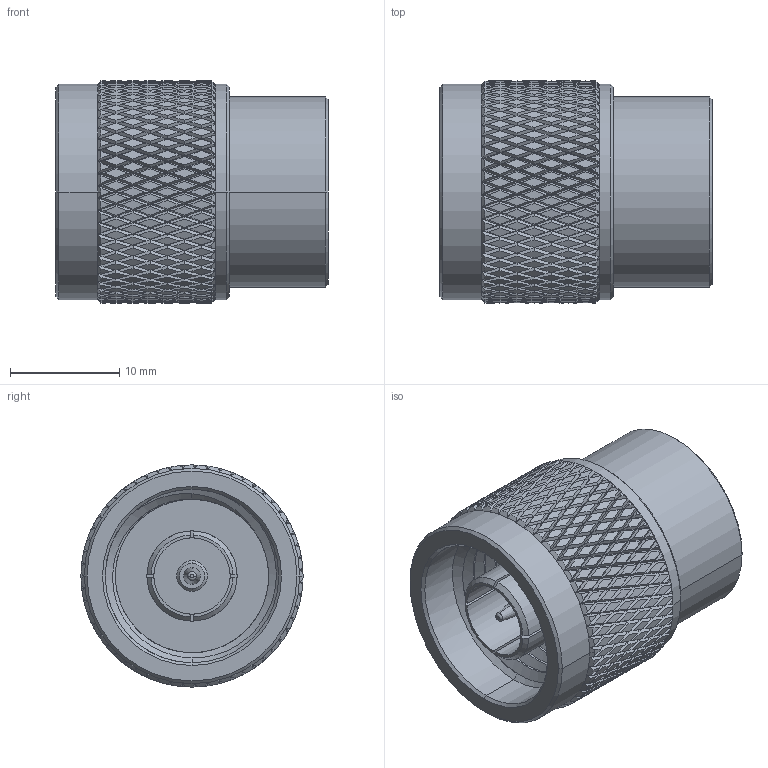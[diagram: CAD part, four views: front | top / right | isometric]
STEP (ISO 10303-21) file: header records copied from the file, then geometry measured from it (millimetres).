
FILE_DESCRIPTION (( 'STEP AP203' ), '1' );
FILE_NAME ('PE6009.step', '2018-07-05T17:20:37', ( '' ), ( '' ), 'SwSTEP 2.0', 'SolidWorks 2017', '' );
FILE_SCHEMA (( 'CONFIG_CONTROL_DESIGN' ));
Length unit declared in the file: inch
Products named in the file (1): PE6009
Bounding box: 24.89 x 20.32 x 20.32 mm (x, y, z)
Volume: 5493.5 mm3; surface area: 3533 mm2
Topology: 1 solids, 1 shells, 2280 faces, 4866 edges, 2593 vertices
Faces by surface type: bspline 1763, cylinder 469, cone 23, plane 23, torus 2
Entity records: 87284 total; most frequent: CARTESIAN_POINT 57789, ORIENTED_EDGE 9732, EDGE_CURVE 4866, VERTEX_POINT 2593, EDGE_LOOP 2285, ADVANCED_FACE 2280, FACE_OUTER_BOUND 2280, B_SPLINE_CURVE_WITH_KNOTS 2107
